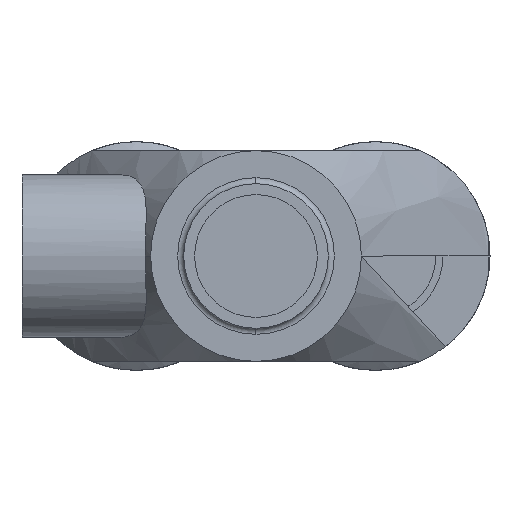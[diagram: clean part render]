
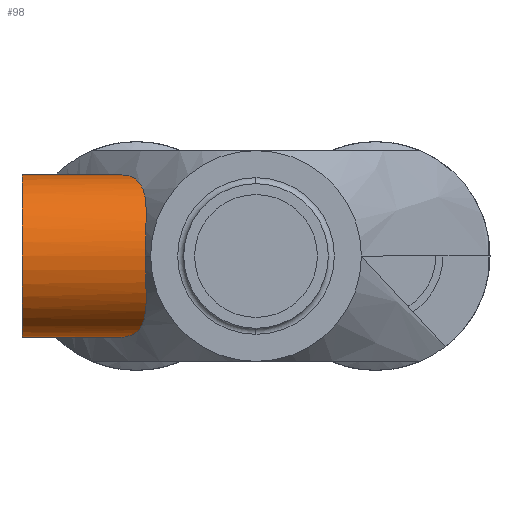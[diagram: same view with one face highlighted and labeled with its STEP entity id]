
A CAD part, left-side view. The second image highlights one B-rep face of the part: STEP entity #98.
In plain terms, the highlighted cylindrical face has radius 6.75 mm (diameter 13.5 mm), a partial arc.
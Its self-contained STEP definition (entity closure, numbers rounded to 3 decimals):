
#98=ADVANCED_FACE('',(#251),#252,.T.);
#251=FACE_OUTER_BOUND('',#458,.T.);
#252=CYLINDRICAL_SURFACE('',#459,6.75);
#458=EDGE_LOOP('',(#965,#966,#967,#968,#969,#970));
#459=AXIS2_PLACEMENT_3D('',#971,#972,#973);
#965=ORIENTED_EDGE('',*,*,#1419,.T.);
#966=ORIENTED_EDGE('',*,*,#1492,.F.);
#967=ORIENTED_EDGE('',*,*,#1421,.T.);
#968=ORIENTED_EDGE('',*,*,#1493,.F.);
#969=ORIENTED_EDGE('',*,*,#1494,.F.);
#970=ORIENTED_EDGE('',*,*,#1340,.F.);
#971=CARTESIAN_POINT('',(34.6,9.713,0.));
#972=DIRECTION('',(0.,1.0,0.));
#973=DIRECTION('',(0.,0.0,1.0));
#1340=EDGE_CURVE('',#1595,#1584,#1597,.T.);
#1419=EDGE_CURVE('',#1595,#1743,#1744,.T.);
#1421=EDGE_CURVE('',#1747,#1745,#1748,.T.);
#1492=EDGE_CURVE('',#1747,#1743,#1865,.T.);
#1493=EDGE_CURVE('',#1866,#1745,#1867,.T.);
#1494=EDGE_CURVE('',#1584,#1866,#1868,.T.);
#1584=VERTEX_POINT('',#2050);
#1595=VERTEX_POINT('',#2100);
#1597=B_SPLINE_CURVE_WITH_KNOTS('',3,(#2125,#2126,#2127,#2128,#2129,#2130,#2131,#2132,#2133,#2134,#2135,#2136,#2137,#2138,#2139,#2140,#2141,#2142,#2143,#2144,#2145,#2146),.UNSPECIFIED.,.F.,.F.,(4,2,2,2,2,2,2,2,2,2,4),(25.806,26.289,28.157,29.193,30.23,31.267,32.304,33.337,34.369,35.402,36.435),.UNSPECIFIED.);
#1743=VERTEX_POINT('',#2389);
#1744=LINE('',#2390,#2391);
#1745=VERTEX_POINT('',#2392);
#1747=VERTEX_POINT('',#2417);
#1748=LINE('',#2418,#2419);
#1865=CIRCLE('',#2585,6.75);
#1866=VERTEX_POINT('',#2586);
#1867=B_SPLINE_CURVE_WITH_KNOTS('',3,(#2587,#2588,#2589,#2590,#2591,#2592),.UNSPECIFIED.,.F.,.F.,(4,2,4),(0.0,1.868,2.351),.UNSPECIFIED.);
#1868=B_SPLINE_CURVE_WITH_KNOTS('',3,(#2593,#2594,#2595,#2596,#2597,#2598,#2599,#2600,#2601,#2602,#2603,#2604,#2605,#2606,#2607,#2608,#2609,#2610),.UNSPECIFIED.,.F.,.F.,(4,2,2,2,2,2,2,2,4),(36.435,37.468,38.5,39.533,40.566,41.603,42.639,43.676,44.713),.UNSPECIFIED.);
#2050=CARTESIAN_POINT('',(27.85,9.191,0.));
#2100=CARTESIAN_POINT('',(34.6,11.298,6.75));
#2125=CARTESIAN_POINT('',(34.6,11.298,6.75));
#2126=CARTESIAN_POINT('',(34.462,11.204,6.75));
#2127=CARTESIAN_POINT('',(34.323,11.111,6.746));
#2128=CARTESIAN_POINT('',(33.645,10.669,6.704));
#2129=CARTESIAN_POINT('',(33.101,10.351,6.605));
#2130=CARTESIAN_POINT('',(32.266,9.937,6.341));
#2131=CARTESIAN_POINT('',(31.956,9.799,6.22));
#2132=CARTESIAN_POINT('',(31.338,9.558,5.92));
#2133=CARTESIAN_POINT('',(31.03,9.457,5.74));
#2134=CARTESIAN_POINT('',(30.44,9.297,5.328));
#2135=CARTESIAN_POINT('',(30.157,9.239,5.095));
#2136=CARTESIAN_POINT('',(29.638,9.159,4.591));
#2137=CARTESIAN_POINT('',(29.402,9.137,4.32));
#2138=CARTESIAN_POINT('',(28.989,9.116,3.768));
#2139=CARTESIAN_POINT('',(28.796,9.116,3.466));
#2140=CARTESIAN_POINT('',(28.458,9.127,2.823));
#2141=CARTESIAN_POINT('',(28.312,9.138,2.482));
#2142=CARTESIAN_POINT('',(28.079,9.16,1.781));
#2143=CARTESIAN_POINT('',(27.991,9.172,1.42));
#2144=CARTESIAN_POINT('',(27.877,9.187,0.702));
#2145=CARTESIAN_POINT('',(27.85,9.191,0.344));
#2146=CARTESIAN_POINT('',(27.85,9.191,0.));
#2389=CARTESIAN_POINT('',(34.6,19.425,6.75));
#2390=CARTESIAN_POINT('',(34.6,9.713,6.75));
#2391=VECTOR('',#3085,1.0);
#2392=CARTESIAN_POINT('',(34.6,11.298,-6.75));
#2417=CARTESIAN_POINT('',(34.6,19.425,-6.75));
#2418=CARTESIAN_POINT('',(34.6,9.713,-6.75));
#2419=VECTOR('',#3086,1.0);
#2585=AXIS2_PLACEMENT_3D('',#3199,#3200,#3201);
#2586=CARTESIAN_POINT('',(32.564,10.085,-6.436));
#2587=CARTESIAN_POINT('',(32.564,10.085,-6.436));
#2588=CARTESIAN_POINT('',(33.101,10.351,-6.605));
#2589=CARTESIAN_POINT('',(33.645,10.669,-6.704));
#2590=CARTESIAN_POINT('',(34.323,11.111,-6.746));
#2591=CARTESIAN_POINT('',(34.462,11.204,-6.75));
#2592=CARTESIAN_POINT('',(34.6,11.298,-6.75));
#2593=CARTESIAN_POINT('',(27.85,9.191,0.));
#2594=CARTESIAN_POINT('',(27.85,9.191,-0.344));
#2595=CARTESIAN_POINT('',(27.877,9.187,-0.702));
#2596=CARTESIAN_POINT('',(27.991,9.172,-1.42));
#2597=CARTESIAN_POINT('',(28.079,9.16,-1.781));
#2598=CARTESIAN_POINT('',(28.312,9.138,-2.482));
#2599=CARTESIAN_POINT('',(28.458,9.127,-2.823));
#2600=CARTESIAN_POINT('',(28.796,9.116,-3.466));
#2601=CARTESIAN_POINT('',(28.989,9.116,-3.768));
#2602=CARTESIAN_POINT('',(29.402,9.137,-4.32));
#2603=CARTESIAN_POINT('',(29.638,9.159,-4.591));
#2604=CARTESIAN_POINT('',(30.157,9.239,-5.095));
#2605=CARTESIAN_POINT('',(30.44,9.297,-5.328));
#2606=CARTESIAN_POINT('',(31.03,9.457,-5.74));
#2607=CARTESIAN_POINT('',(31.338,9.558,-5.92));
#2608=CARTESIAN_POINT('',(31.956,9.799,-6.22));
#2609=CARTESIAN_POINT('',(32.266,9.937,-6.341));
#2610=CARTESIAN_POINT('',(32.564,10.085,-6.436));
#3085=DIRECTION('',(0.,1.0,0.));
#3086=DIRECTION('',(0.,-1.0,0.));
#3199=CARTESIAN_POINT('',(34.6,19.425,0.));
#3200=DIRECTION('',(0.,1.0,0.));
#3201=DIRECTION('',(0.,0.0,1.0));
